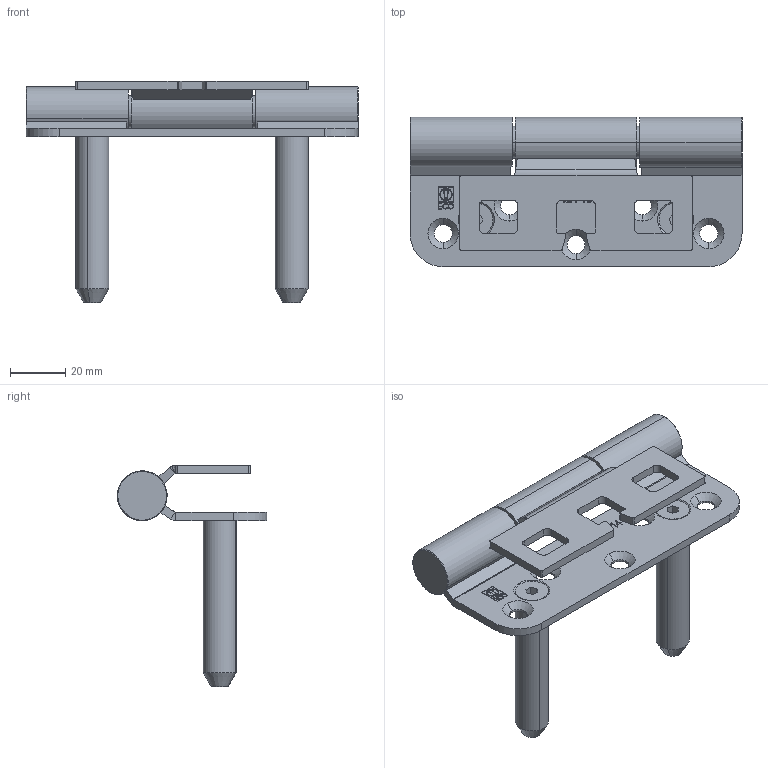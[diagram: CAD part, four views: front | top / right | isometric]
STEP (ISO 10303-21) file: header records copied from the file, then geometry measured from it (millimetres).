
FILE_DESCRIPTION (( 'STEP AP214' ), '1' );
FILE_NAME ('OBX-18-2541-120-LG-RC-A-TZ.STEP', '2019-07-12T10:36:23', ( '' ), ( '' ), 'SwSTEP 2.0', 'SolidWorks 2017', '' );
FILE_SCHEMA (( 'AUTOMOTIVE_DESIGN' ));
Length unit declared in the file: millimetre
Products named in the file (25): D044-24252; D043-25259; D046-14312; ISO 10642; B02853; ISO 10642_M6x16 - A2-70; DIN5401-III; D044-14308; B01572; D043-29554; OBX-18-2541-120-LG-RC-A-TZ
Assembly tree (15 placements, depth 2):
  D044-24252
  D043-25259
  D046-14312
  ISO 10642
  B02853
Bounding box: 120 x 54 x 80 mm (x, y, z)
Volume: 60376.9 mm3; surface area: 35426.3 mm2
Topology: 15 solids, 15 shells, 515 faces, 1270 edges, 822 vertices
Faces by surface type: plane 234, cylinder 149, bspline 62, cone 54, sphere 12, torus 4
Entity records: 17035 total; most frequent: CARTESIAN_POINT 5912, ORIENTED_EDGE 2206, DIRECTION 2042, EDGE_CURVE 1103, VERTEX_POINT 719, AXIS2_PLACEMENT_3D 681, VECTOR 680, LINE 680
